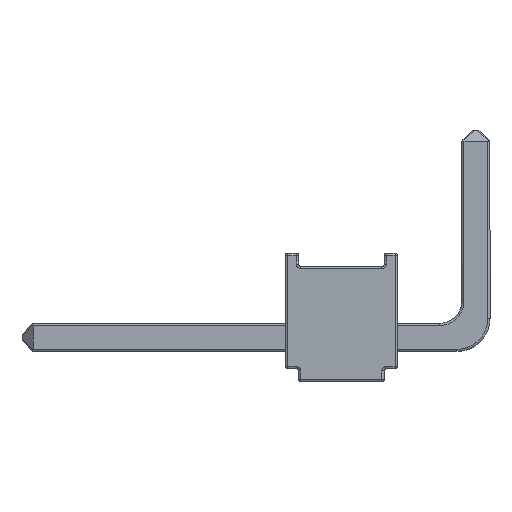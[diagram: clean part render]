
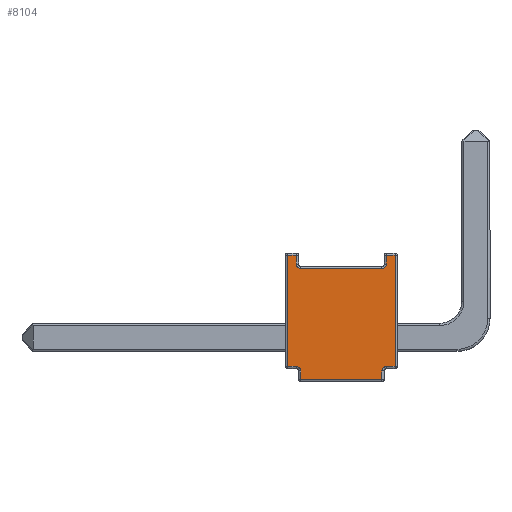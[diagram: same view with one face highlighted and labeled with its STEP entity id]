
A CAD part, left-side view. The second image highlights one B-rep face of the part: STEP entity #8104.
In plain terms, the highlighted planar face has unit normal (-1, 0, 0).
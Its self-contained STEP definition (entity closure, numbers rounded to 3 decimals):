
#343 = ORIENTED_EDGE ( 'NONE', *, *, #13801, .T. ) ;
#426 = CARTESIAN_POINT ( 'NONE',  ( -1.27, 0.92, 1.11 ) ) ;
#471 = VECTOR ( 'NONE', #9957, 1000. ) ;
#508 = DIRECTION ( 'NONE',  ( 0., 1., 0. ) ) ;
#902 = LINE ( 'NONE', #1804, #471 ) ;
#990 = CARTESIAN_POINT ( 'NONE',  ( -1.27, 0.92, 1.21 ) ) ;
#1154 = CARTESIAN_POINT ( 'NONE',  ( -1.27, -1.02, -1.21 ) ) ;
#1292 = EDGE_CURVE ( 'NONE', #12223, #2325, #902, .T. ) ;
#1307 = CIRCLE ( 'NONE', #9357, 0.1 ) ;
#1499 = CARTESIAN_POINT ( 'NONE',  ( -1.27, 1.02, -1.11 ) ) ;
#1804 = CARTESIAN_POINT ( 'NONE',  ( -1.27, -1.02, 0. ) ) ;
#2027 = LINE ( 'NONE', #14416, #12482 ) ;
#2081 = VERTEX_POINT ( 'NONE', #426 ) ;
#2128 = PLANE ( 'NONE',  #8915 ) ;
#2164 = EDGE_CURVE ( 'NONE', #13018, #12326, #7167, .T. ) ;
#2325 = VERTEX_POINT ( 'NONE', #6285 ) ;
#2333 = DIRECTION ( 'NONE',  ( 0., 0., -1. ) ) ;
#2351 = CARTESIAN_POINT ( 'NONE',  ( -1.27, -0.97, -1.41 ) ) ;
#2432 = LINE ( 'NONE', #9892, #12885 ) ;
#2510 = DIRECTION ( 'NONE',  ( 0., 0., -1. ) ) ;
#2799 = DIRECTION ( 'NONE',  ( 0., 0., -1. ) ) ;
#2810 = LINE ( 'NONE', #12580, #13275 ) ;
#2917 = CARTESIAN_POINT ( 'NONE',  ( -1.27, 1.22, -1.16 ) ) ;
#2981 = DIRECTION ( 'NONE',  ( 0., 0., 1. ) ) ;
#3002 = EDGE_CURVE ( 'NONE', #7707, #2081, #13728, .T. ) ;
#3030 = VECTOR ( 'NONE', #9189, 1000. ) ;
#3270 = DIRECTION ( 'NONE',  ( 0., -1., 0. ) ) ;
#3276 = VECTOR ( 'NONE', #6999, 1000. ) ;
#3556 = VECTOR ( 'NONE', #3270, 1000. ) ;
#3843 = CARTESIAN_POINT ( 'NONE',  ( -1.27, 1.27, 0. ) ) ;
#3848 = VERTEX_POINT ( 'NONE', #1499 ) ;
#4074 = CARTESIAN_POINT ( 'NONE',  ( -1.27, -0.92, 1.21 ) ) ;
#4319 = ORIENTED_EDGE ( 'NONE', *, *, #3002, .T. ) ;
#4327 = LINE ( 'NONE', #8622, #11606 ) ;
#4363 = CARTESIAN_POINT ( 'NONE',  ( -1.27, 1.27, -1.11 ) ) ;
#4610 = ORIENTED_EDGE ( 'NONE', *, *, #17718, .T. ) ;
#4882 = VERTEX_POINT ( 'NONE', #16854 ) ;
#5194 = DIRECTION ( 'NONE',  ( 0., 0., -1. ) ) ;
#5432 = DIRECTION ( 'NONE',  ( 0., 0., -1. ) ) ;
#5655 = DIRECTION ( 'NONE',  ( 0., -1., 0. ) ) ;
#5740 = DIRECTION ( 'NONE',  ( 0., 0., 1. ) ) ;
#5958 = VERTEX_POINT ( 'NONE', #11125 ) ;
#6198 = DIRECTION ( 'NONE',  ( 0., 1., 0. ) ) ;
#6285 = CARTESIAN_POINT ( 'NONE',  ( -1.27, -1.02, 1.21 ) ) ;
#6633 = LINE ( 'NONE', #2351, #3030 ) ;
#6721 = EDGE_CURVE ( 'NONE', #13026, #3848, #1307, .T. ) ;
#6730 = LINE ( 'NONE', #2917, #10379 ) ;
#6778 = LINE ( 'NONE', #4363, #14064 ) ;
#6857 = ORIENTED_EDGE ( 'NONE', *, *, #1292, .T. ) ;
#6999 = DIRECTION ( 'NONE',  ( 0., 1., 0. ) ) ;
#7167 = LINE ( 'NONE', #11443, #3556 ) ;
#7398 = CARTESIAN_POINT ( 'NONE',  ( -1.27, -1.22, -1.11 ) ) ;
#7518 = VERTEX_POINT ( 'NONE', #8848 ) ;
#7707 = VERTEX_POINT ( 'NONE', #16177 ) ;
#7725 = CIRCLE ( 'NONE', #11937, 0.1 ) ;
#7870 = CARTESIAN_POINT ( 'NONE',  ( -1.27, 1.02, -1.21 ) ) ;
#7958 = CARTESIAN_POINT ( 'NONE',  ( -1.27, 0.92, -1.21 ) ) ;
#8104 = ADVANCED_FACE ( 'NONE', ( #11221 ), #2128, .F. ) ;
#8322 = ORIENTED_EDGE ( 'NONE', *, *, #11002, .F. ) ;
#8356 = EDGE_CURVE ( 'NONE', #12869, #10931, #2432, .T. ) ;
#8372 = EDGE_CURVE ( 'NONE', #10931, #5958, #4327, .T. ) ;
#8379 = ORIENTED_EDGE ( 'NONE', *, *, #8372, .T. ) ;
#8445 = LINE ( 'NONE', #11098, #12099 ) ;
#8622 = CARTESIAN_POINT ( 'NONE',  ( -1.27, 1.27, 1.41 ) ) ;
#8680 = EDGE_CURVE ( 'NONE', #7518, #15922, #6633, .T. ) ;
#8823 = ORIENTED_EDGE ( 'NONE', *, *, #8680, .T. ) ;
#8848 = CARTESIAN_POINT ( 'NONE',  ( -1.27, 0.92, -1.41 ) ) ;
#8894 = CARTESIAN_POINT ( 'NONE',  ( -1.27, 1.02, 1.21 ) ) ;
#8915 = AXIS2_PLACEMENT_3D ( 'NONE', #3843, #13386, #5194 ) ;
#9189 = DIRECTION ( 'NONE',  ( 0., -1., 0. ) ) ;
#9236 = DIRECTION ( 'NONE',  ( 0., 0., -1. ) ) ;
#9244 = EDGE_LOOP ( 'NONE', ( #9659, #16835, #8823, #14965, #10215, #9373, #11724, #11336, #6857, #8322, #4319, #14398, #15014, #8379, #4610, #343 ) ) ;
#9343 = CARTESIAN_POINT ( 'NONE',  ( -1.27, -1.22, 1.41 ) ) ;
#9357 = AXIS2_PLACEMENT_3D ( 'NONE', #7870, #17483, #9236 ) ;
#9373 = ORIENTED_EDGE ( 'NONE', *, *, #2164, .T. ) ;
#9563 = EDGE_CURVE ( 'NONE', #13018, #17410, #16364, .T. ) ;
#9659 = ORIENTED_EDGE ( 'NONE', *, *, #6721, .F. ) ;
#9753 = CARTESIAN_POINT ( 'NONE',  ( -1.27, -0.92, 0. ) ) ;
#9892 = CARTESIAN_POINT ( 'NONE',  ( -1.27, 1.02, 0. ) ) ;
#9957 = DIRECTION ( 'NONE',  ( 0., 0., -1. ) ) ;
#10215 = ORIENTED_EDGE ( 'NONE', *, *, #9563, .F. ) ;
#10379 = VECTOR ( 'NONE', #12579, 1000. ) ;
#10496 = DIRECTION ( 'NONE',  ( -1., 0., 0. ) ) ;
#10632 = EDGE_CURVE ( 'NONE', #12326, #11690, #2810, .T. ) ;
#10670 = DIRECTION ( 'NONE',  ( -1., 0., 0. ) ) ;
#10931 = VERTEX_POINT ( 'NONE', #14790 ) ;
#11002 = EDGE_CURVE ( 'NONE', #7707, #2325, #15175, .T. ) ;
#11098 = CARTESIAN_POINT ( 'NONE',  ( -1.27, 0.92, 0. ) ) ;
#11125 = CARTESIAN_POINT ( 'NONE',  ( -1.27, 1.22, 1.41 ) ) ;
#11221 = FACE_OUTER_BOUND ( 'NONE', #9244, .T. ) ;
#11336 = ORIENTED_EDGE ( 'NONE', *, *, #12349, .T. ) ;
#11443 = CARTESIAN_POINT ( 'NONE',  ( -1.27, 1.27, -1.11 ) ) ;
#11606 = VECTOR ( 'NONE', #508, 1000. ) ;
#11690 = VERTEX_POINT ( 'NONE', #9343 ) ;
#11724 = ORIENTED_EDGE ( 'NONE', *, *, #10632, .T. ) ;
#11937 = AXIS2_PLACEMENT_3D ( 'NONE', #990, #10496, #2333 ) ;
#12099 = VECTOR ( 'NONE', #2799, 1000. ) ;
#12223 = VERTEX_POINT ( 'NONE', #12626 ) ;
#12280 = CARTESIAN_POINT ( 'NONE',  ( -1.27, -0.92, -1.21 ) ) ;
#12326 = VERTEX_POINT ( 'NONE', #7398 ) ;
#12349 = EDGE_CURVE ( 'NONE', #11690, #12223, #2027, .T. ) ;
#12482 = VECTOR ( 'NONE', #6198, 1000. ) ;
#12579 = DIRECTION ( 'NONE',  ( 0., 0., -1. ) ) ;
#12580 = CARTESIAN_POINT ( 'NONE',  ( -1.27, -1.22, 0. ) ) ;
#12614 = EDGE_CURVE ( 'NONE', #15922, #17410, #14174, .T. ) ;
#12626 = CARTESIAN_POINT ( 'NONE',  ( -1.27, -1.02, 1.41 ) ) ;
#12869 = VERTEX_POINT ( 'NONE', #8894 ) ;
#12885 = VECTOR ( 'NONE', #14030, 1000. ) ;
#13018 = VERTEX_POINT ( 'NONE', #16164 ) ;
#13026 = VERTEX_POINT ( 'NONE', #7958 ) ;
#13113 = AXIS2_PLACEMENT_3D ( 'NONE', #1154, #10670, #2510 ) ;
#13275 = VECTOR ( 'NONE', #5740, 1000. ) ;
#13386 = DIRECTION ( 'NONE',  ( 1., 0., 0. ) ) ;
#13638 = DIRECTION ( 'NONE',  ( -1., 0., 0. ) ) ;
#13728 = LINE ( 'NONE', #13820, #3276 ) ;
#13801 = EDGE_CURVE ( 'NONE', #4882, #3848, #6778, .T. ) ;
#13820 = CARTESIAN_POINT ( 'NONE',  ( -1.27, 1.27, 1.11 ) ) ;
#14030 = DIRECTION ( 'NONE',  ( 0., 0., 1. ) ) ;
#14064 = VECTOR ( 'NONE', #5655, 1000. ) ;
#14174 = LINE ( 'NONE', #9753, #15470 ) ;
#14398 = ORIENTED_EDGE ( 'NONE', *, *, #14573, .F. ) ;
#14416 = CARTESIAN_POINT ( 'NONE',  ( -1.27, 1.27, 1.41 ) ) ;
#14573 = EDGE_CURVE ( 'NONE', #12869, #2081, #7725, .T. ) ;
#14790 = CARTESIAN_POINT ( 'NONE',  ( -1.27, 1.02, 1.41 ) ) ;
#14965 = ORIENTED_EDGE ( 'NONE', *, *, #12614, .T. ) ;
#15014 = ORIENTED_EDGE ( 'NONE', *, *, #8356, .T. ) ;
#15053 = AXIS2_PLACEMENT_3D ( 'NONE', #4074, #13638, #5432 ) ;
#15175 = CIRCLE ( 'NONE', #15053, 0.1 ) ;
#15470 = VECTOR ( 'NONE', #2981, 1000. ) ;
#15922 = VERTEX_POINT ( 'NONE', #16783 ) ;
#16164 = CARTESIAN_POINT ( 'NONE',  ( -1.27, -1.02, -1.11 ) ) ;
#16177 = CARTESIAN_POINT ( 'NONE',  ( -1.27, -0.92, 1.11 ) ) ;
#16364 = CIRCLE ( 'NONE', #13113, 0.1 ) ;
#16783 = CARTESIAN_POINT ( 'NONE',  ( -1.27, -0.92, -1.41 ) ) ;
#16835 = ORIENTED_EDGE ( 'NONE', *, *, #17678, .T. ) ;
#16854 = CARTESIAN_POINT ( 'NONE',  ( -1.27, 1.22, -1.11 ) ) ;
#17410 = VERTEX_POINT ( 'NONE', #12280 ) ;
#17483 = DIRECTION ( 'NONE',  ( -1., 0., 0. ) ) ;
#17678 = EDGE_CURVE ( 'NONE', #13026, #7518, #8445, .T. ) ;
#17718 = EDGE_CURVE ( 'NONE', #5958, #4882, #6730, .T. ) ;
